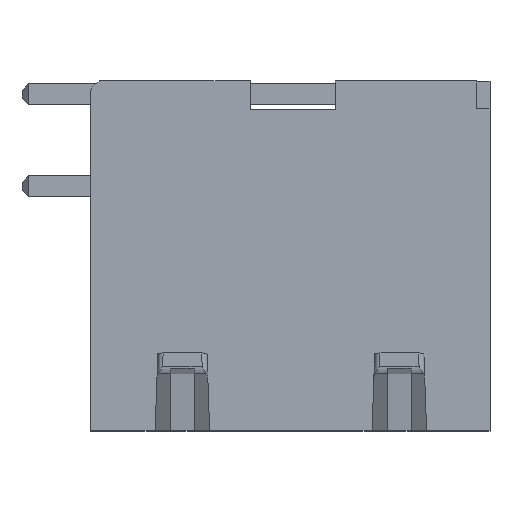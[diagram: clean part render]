
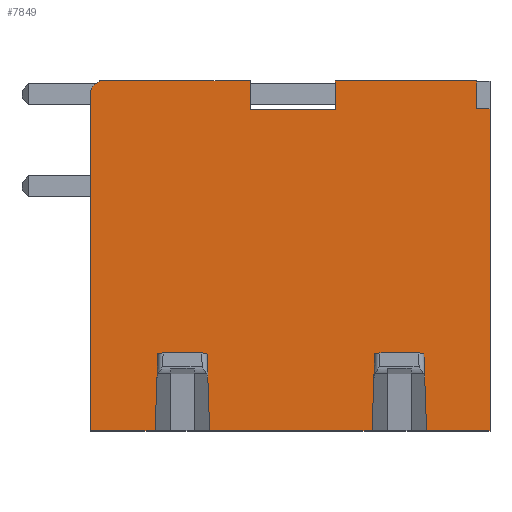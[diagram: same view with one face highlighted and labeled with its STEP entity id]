
A CAD part, top view. The second image highlights one B-rep face of the part: STEP entity #7849.
In plain terms, the highlighted planar face has unit normal (0, 0, 1).
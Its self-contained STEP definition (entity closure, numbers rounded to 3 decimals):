
#1673=DIRECTION('',(-1.,0.,0.));
#1674=VECTOR('',#1673,5.39);
#1675=CARTESIAN_POINT('',(11.703,13.3,33.7));
#1676=LINE('',#1675,#1674);
#1697=DIRECTION('',(0.,-1.,0.));
#1698=VECTOR('',#1697,1.092);
#1699=CARTESIAN_POINT('',(6.313,13.3,33.7));
#1700=LINE('',#1699,#1698);
#1749=DIRECTION('',(0.,1.,0.));
#1750=VECTOR('',#1749,1.092);
#1751=CARTESIAN_POINT('',(3.074,12.208,33.7));
#1752=LINE('',#1751,#1750);
#1789=DIRECTION('',(-1.,0.,0.));
#1790=VECTOR('',#1789,5.716);
#1791=CARTESIAN_POINT('',(3.074,13.3,33.7));
#1792=LINE('',#1791,#1790);
#1841=DIRECTION('',(0.,-1.,0.));
#1842=VECTOR('',#1841,0.02);
#1843=CARTESIAN_POINT('',(-2.641,13.3,33.7));
#1844=LINE('',#1843,#1842);
#2623=DIRECTION('',(-1.,0.,0.));
#2624=VECTOR('',#2623,3.238);
#2625=CARTESIAN_POINT('',(6.313,12.208,33.7));
#2626=LINE('',#2625,#2624);
#2627=DIRECTION('',(-0.035,-0.999,0.));
#2628=VECTOR('',#2627,2.716);
#2629=CARTESIAN_POINT('',(-0.443,2.714,33.7));
#2630=LINE('',#2629,#2628);
#2631=DIRECTION('',(-1.,0.,0.));
#2632=VECTOR('',#2631,2.463);
#2633=CARTESIAN_POINT('',(-0.537,0.,33.7));
#2634=LINE('',#2633,#2632);
#2635=DIRECTION('',(0.,1.,0.));
#2636=VECTOR('',#2635,12.8);
#2637=CARTESIAN_POINT('',(-3.,0.,33.7));
#2638=LINE('',#2637,#2636);
#2639=CARTESIAN_POINT('',(-2.5,12.8,33.7));
#2640=DIRECTION('',(0.,0.,-1.));
#2641=DIRECTION('',(-1.,0.,0.));
#2642=AXIS2_PLACEMENT_3D('',#2639,#2640,#2641);
#2644=DIRECTION('',(0.,-1.,0.));
#2645=VECTOR('',#2644,12.25);
#2646=CARTESIAN_POINT('',(12.2,12.25,33.7));
#2647=LINE('',#2646,#2645);
#2648=DIRECTION('',(-1.,0.,0.));
#2649=VECTOR('',#2648,2.413);
#2650=CARTESIAN_POINT('',(12.2,0.,33.7));
#2651=LINE('',#2650,#2649);
#2652=DIRECTION('',(-0.035,0.999,0.));
#2653=VECTOR('',#2652,2.716);
#2654=CARTESIAN_POINT('',(9.787,0.,33.7));
#2655=LINE('',#2654,#2653);
#2656=DIRECTION('',(-0.035,-0.999,0.));
#2657=VECTOR('',#2656,2.716);
#2658=CARTESIAN_POINT('',(7.807,2.714,33.7));
#2659=LINE('',#2658,#2657);
#2660=DIRECTION('',(-1.,0.,0.));
#2661=VECTOR('',#2660,6.175);
#2662=CARTESIAN_POINT('',(7.713,0.,33.7));
#2663=LINE('',#2662,#2661);
#2664=DIRECTION('',(-0.035,0.999,0.));
#2665=VECTOR('',#2664,2.716);
#2666=CARTESIAN_POINT('',(1.537,0.,33.7));
#2667=LINE('',#2666,#2665);
#2696=DIRECTION('',(1.,0.,0.));
#2697=VECTOR('',#2696,1.885);
#2698=CARTESIAN_POINT('',(-0.443,2.714,33.7));
#2699=LINE('',#2698,#2697);
#2853=DIRECTION('',(0.,1.,0.));
#2854=VECTOR('',#2853,1.05);
#2855=CARTESIAN_POINT('',(11.703,12.25,33.7));
#2856=LINE('',#2855,#2854);
#2869=DIRECTION('',(-1.,0.,0.));
#2870=VECTOR('',#2869,0.497);
#2871=CARTESIAN_POINT('',(12.2,12.25,33.7));
#2872=LINE('',#2871,#2870);
#2889=DIRECTION('',(1.,0.,0.));
#2890=VECTOR('',#2889,1.885);
#2891=CARTESIAN_POINT('',(7.807,2.714,33.7));
#2892=LINE('',#2891,#2890);
#3035=CARTESIAN_POINT('',(-3.,0.,33.7));
#3036=VERTEX_POINT('',#3035);
#3037=CARTESIAN_POINT('',(-0.537,0.,33.7));
#3038=VERTEX_POINT('',#3037);
#3043=CARTESIAN_POINT('',(1.537,0.,33.7));
#3044=VERTEX_POINT('',#3043);
#3045=CARTESIAN_POINT('',(7.713,0.,33.7));
#3046=VERTEX_POINT('',#3045);
#3051=CARTESIAN_POINT('',(9.787,0.,33.7));
#3052=VERTEX_POINT('',#3051);
#3053=CARTESIAN_POINT('',(12.2,0.,33.7));
#3054=VERTEX_POINT('',#3053);
#3135=CARTESIAN_POINT('',(12.2,12.25,33.7));
#3136=VERTEX_POINT('',#3135);
#3143=CARTESIAN_POINT('',(11.703,13.3,33.7));
#3144=VERTEX_POINT('',#3143);
#3145=CARTESIAN_POINT('',(6.313,13.3,33.7));
#3146=VERTEX_POINT('',#3145);
#3147=CARTESIAN_POINT('',(6.313,12.208,33.7));
#3148=VERTEX_POINT('',#3147);
#3157=CARTESIAN_POINT('',(3.074,12.208,33.7));
#3158=CARTESIAN_POINT('',(3.074,13.3,33.7));
#3159=VERTEX_POINT('',#3157);
#3160=VERTEX_POINT('',#3158);
#3169=CARTESIAN_POINT('',(-2.641,13.3,33.7));
#3170=VERTEX_POINT('',#3169);
#3171=CARTESIAN_POINT('',(-2.641,13.28,33.7));
#3172=VERTEX_POINT('',#3171);
#3201=CARTESIAN_POINT('',(-0.443,2.714,33.7));
#3202=VERTEX_POINT('',#3201);
#3203=CARTESIAN_POINT('',(-3.,12.8,33.7));
#3204=VERTEX_POINT('',#3203);
#3205=CARTESIAN_POINT('',(11.703,12.25,33.7));
#3206=VERTEX_POINT('',#3205);
#3207=CARTESIAN_POINT('',(9.693,2.714,33.7));
#3208=VERTEX_POINT('',#3207);
#3209=CARTESIAN_POINT('',(7.807,2.714,33.7));
#3210=VERTEX_POINT('',#3209);
#3211=CARTESIAN_POINT('',(1.443,2.714,33.7));
#3212=VERTEX_POINT('',#3211);
#7812=CARTESIAN_POINT('',(0.,0.,33.7));
#7813=DIRECTION('',(0.,0.,1.));
#7814=DIRECTION('',(1.,0.,0.));
#7815=AXIS2_PLACEMENT_3D('',#7812,#7813,#7814);
#7816=PLANE('',#7815);
#7818=ORIENTED_EDGE('',*,*,#7817,.T.);
#7819=ORIENTED_EDGE('',*,*,#3977,.T.);
#7821=ORIENTED_EDGE('',*,*,#7820,.T.);
#7823=ORIENTED_EDGE('',*,*,#7822,.T.);
#7824=ORIENTED_EDGE('',*,*,#6595,.F.);
#7825=ORIENTED_EDGE('',*,*,#6565,.F.);
#7826=ORIENTED_EDGE('',*,*,#6482,.F.);
#7827=ORIENTED_EDGE('',*,*,#7807,.F.);
#7828=ORIENTED_EDGE('',*,*,#6390,.F.);
#7829=ORIENTED_EDGE('',*,*,#6375,.F.);
#7831=ORIENTED_EDGE('',*,*,#7830,.F.);
#7833=ORIENTED_EDGE('',*,*,#7832,.F.);
#7834=ORIENTED_EDGE('',*,*,#6348,.T.);
#7835=ORIENTED_EDGE('',*,*,#3993,.T.);
#7837=ORIENTED_EDGE('',*,*,#7836,.T.);
#7839=ORIENTED_EDGE('',*,*,#7838,.F.);
#7841=ORIENTED_EDGE('',*,*,#7840,.T.);
#7842=ORIENTED_EDGE('',*,*,#3985,.T.);
#7844=ORIENTED_EDGE('',*,*,#7843,.T.);
#7846=ORIENTED_EDGE('',*,*,#7845,.F.);
#7847=EDGE_LOOP('',(#7818,#7819,#7821,#7823,#7824,#7825,#7826,#7827,#7828,#7829,
#7831,#7833,#7834,#7835,#7837,#7839,#7841,#7842,#7844,#7846));
#7848=FACE_OUTER_BOUND('',#7847,.F.);
#7849=ADVANCED_FACE('',(#7848),#7816,.T.);
#2643=CIRCLE('',#2642,0.5);
#3977=EDGE_CURVE('',#3038,#3036,#2634,.T.);
#3985=EDGE_CURVE('',#3046,#3044,#2663,.T.);
#3993=EDGE_CURVE('',#3054,#3052,#2651,.T.);
#6348=EDGE_CURVE('',#3136,#3054,#2647,.T.);
#6375=EDGE_CURVE('',#3144,#3146,#1676,.T.);
#6390=EDGE_CURVE('',#3146,#3148,#1700,.T.);
#6482=EDGE_CURVE('',#3159,#3160,#1752,.T.);
#6565=EDGE_CURVE('',#3160,#3170,#1792,.T.);
#6595=EDGE_CURVE('',#3170,#3172,#1844,.T.);
#7807=EDGE_CURVE('',#3148,#3159,#2626,.T.);
#7817=EDGE_CURVE('',#3202,#3038,#2630,.T.);
#7820=EDGE_CURVE('',#3036,#3204,#2638,.T.);
#7822=EDGE_CURVE('',#3204,#3172,#2643,.T.);
#7830=EDGE_CURVE('',#3206,#3144,#2856,.T.);
#7832=EDGE_CURVE('',#3136,#3206,#2872,.T.);
#7836=EDGE_CURVE('',#3052,#3208,#2655,.T.);
#7838=EDGE_CURVE('',#3210,#3208,#2892,.T.);
#7840=EDGE_CURVE('',#3210,#3046,#2659,.T.);
#7843=EDGE_CURVE('',#3044,#3212,#2667,.T.);
#7845=EDGE_CURVE('',#3202,#3212,#2699,.T.);
